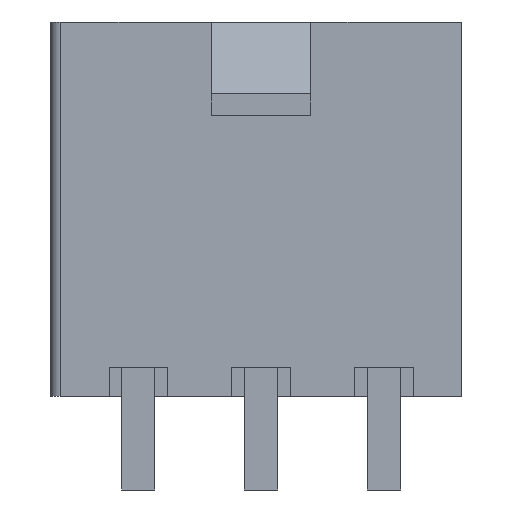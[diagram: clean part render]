
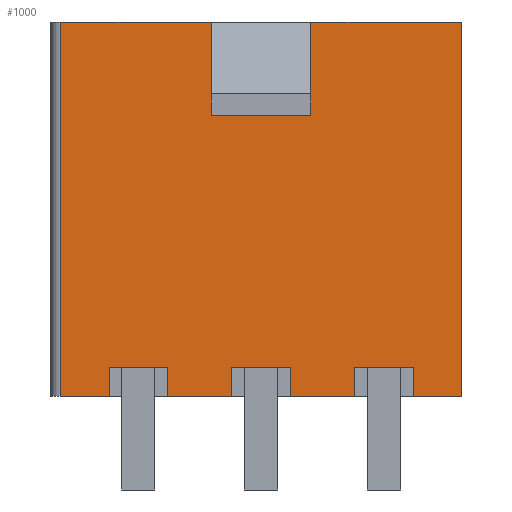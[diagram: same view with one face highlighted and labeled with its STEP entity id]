
A CAD part, front view. The second image highlights one B-rep face of the part: STEP entity #1000.
In plain terms, the highlighted planar face has unit normal (0, -1, 0).
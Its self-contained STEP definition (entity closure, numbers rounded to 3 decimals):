
#43 = VERTEX_POINT('',#44);
#44 = CARTESIAN_POINT('',(1.,-4.8,0.05));
#50 = EDGE_CURVE('',#43,#51,#53,.T.);
#51 = VERTEX_POINT('',#52);
#52 = CARTESIAN_POINT('',(3.2,-4.8,0.05));
#53 = LINE('',#54,#55);
#54 = CARTESIAN_POINT('',(1.,-4.8,0.05));
#55 = VECTOR('',#56,1.);
#56 = DIRECTION('',(1.,0.,0.));
#73 = VERTEX_POINT('',#74);
#74 = CARTESIAN_POINT('',(-3.2,-4.8,0.05));
#82 = EDGE_CURVE('',#73,#83,#85,.T.);
#83 = VERTEX_POINT('',#84);
#84 = CARTESIAN_POINT('',(-1.,-4.8,0.05));
#85 = LINE('',#86,#87);
#86 = CARTESIAN_POINT('',(-3.2,-4.8,0.05));
#87 = VECTOR('',#88,1.);
#88 = DIRECTION('',(1.,0.,0.));
#212 = VERTEX_POINT('',#213);
#213 = CARTESIAN_POINT('',(-6.85,-4.8,0.05));
#219 = EDGE_CURVE('',#212,#220,#222,.T.);
#220 = VERTEX_POINT('',#221);
#221 = CARTESIAN_POINT('',(-5.2,-4.8,0.05));
#222 = LINE('',#223,#224);
#223 = CARTESIAN_POINT('',(-6.85,-4.8,0.05));
#224 = VECTOR('',#225,1.);
#225 = DIRECTION('',(1.,0.,0.));
#276 = VERTEX_POINT('',#277);
#277 = CARTESIAN_POINT('',(5.2,-4.8,0.05));
#283 = EDGE_CURVE('',#276,#284,#286,.T.);
#284 = VERTEX_POINT('',#285);
#285 = CARTESIAN_POINT('',(6.85,-4.8,0.05));
#286 = LINE('',#287,#288);
#287 = CARTESIAN_POINT('',(5.2,-4.8,0.05));
#288 = VECTOR('',#289,1.);
#289 = DIRECTION('',(1.,0.,0.));
#568 = VERTEX_POINT('',#569);
#569 = CARTESIAN_POINT('',(-1.,-4.8,1.05));
#575 = EDGE_CURVE('',#568,#576,#578,.T.);
#576 = VERTEX_POINT('',#577);
#577 = CARTESIAN_POINT('',(1.,-4.8,1.05));
#578 = LINE('',#579,#580);
#579 = CARTESIAN_POINT('',(-1.,-4.8,1.05));
#580 = VECTOR('',#581,1.);
#581 = DIRECTION('',(1.,0.,0.));
#591 = VERTEX_POINT('',#592);
#592 = CARTESIAN_POINT('',(3.2,-4.8,1.05));
#598 = EDGE_CURVE('',#591,#599,#601,.T.);
#599 = VERTEX_POINT('',#600);
#600 = CARTESIAN_POINT('',(5.2,-4.8,1.05));
#601 = LINE('',#602,#603);
#602 = CARTESIAN_POINT('',(3.2,-4.8,1.05));
#603 = VECTOR('',#604,1.);
#604 = DIRECTION('',(1.,0.,0.));
#618 = VERTEX_POINT('',#619);
#619 = CARTESIAN_POINT('',(-5.2,-4.8,1.05));
#625 = EDGE_CURVE('',#618,#626,#628,.T.);
#626 = VERTEX_POINT('',#627);
#627 = CARTESIAN_POINT('',(-3.2,-4.8,1.05));
#628 = LINE('',#629,#630);
#629 = CARTESIAN_POINT('',(-5.2,-4.8,1.05));
#630 = VECTOR('',#631,1.);
#631 = DIRECTION('',(1.,0.,0.));
#989 = EDGE_CURVE('',#83,#568,#990,.T.);
#990 = LINE('',#991,#992);
#991 = CARTESIAN_POINT('',(-1.,-4.8,0.05));
#992 = VECTOR('',#993,1.);
#993 = DIRECTION('',(0.,0.,1.));
#1000 = ADVANCED_FACE('',(#1001),#1095,.T.);
#1001 = FACE_BOUND('',#1002,.F.);
#1002 = EDGE_LOOP('',(#1003,#1013,#1021,#1029,#1037,#1043,#1044,#1050,
    #1051,#1057,#1058,#1064,#1065,#1066,#1067,#1073,#1074,#1080,#1081,
    #1089));
#1003 = ORIENTED_EDGE('',*,*,#1004,.T.);
#1004 = EDGE_CURVE('',#1005,#1007,#1009,.T.);
#1005 = VERTEX_POINT('',#1006);
#1006 = CARTESIAN_POINT('',(-1.7,-4.8,12.85));
#1007 = VERTEX_POINT('',#1008);
#1008 = CARTESIAN_POINT('',(-1.7,-4.8,9.65));
#1009 = LINE('',#1010,#1011);
#1010 = CARTESIAN_POINT('',(-1.7,-4.8,12.85));
#1011 = VECTOR('',#1012,1.);
#1012 = DIRECTION('',(0.,0.,-1.));
#1013 = ORIENTED_EDGE('',*,*,#1014,.T.);
#1014 = EDGE_CURVE('',#1007,#1015,#1017,.T.);
#1015 = VERTEX_POINT('',#1016);
#1016 = CARTESIAN_POINT('',(1.7,-4.8,9.65));
#1017 = LINE('',#1018,#1019);
#1018 = CARTESIAN_POINT('',(-1.7,-4.8,9.65));
#1019 = VECTOR('',#1020,1.);
#1020 = DIRECTION('',(1.,0.,0.));
#1021 = ORIENTED_EDGE('',*,*,#1022,.F.);
#1022 = EDGE_CURVE('',#1023,#1015,#1025,.T.);
#1023 = VERTEX_POINT('',#1024);
#1024 = CARTESIAN_POINT('',(1.7,-4.8,12.85));
#1025 = LINE('',#1026,#1027);
#1026 = CARTESIAN_POINT('',(1.7,-4.8,12.85));
#1027 = VECTOR('',#1028,1.);
#1028 = DIRECTION('',(0.,0.,-1.));
#1029 = ORIENTED_EDGE('',*,*,#1030,.T.);
#1030 = EDGE_CURVE('',#1023,#1031,#1033,.T.);
#1031 = VERTEX_POINT('',#1032);
#1032 = CARTESIAN_POINT('',(6.85,-4.8,12.85));
#1033 = LINE('',#1034,#1035);
#1034 = CARTESIAN_POINT('',(1.7,-4.8,12.85));
#1035 = VECTOR('',#1036,1.);
#1036 = DIRECTION('',(1.,0.,0.));
#1037 = ORIENTED_EDGE('',*,*,#1038,.F.);
#1038 = EDGE_CURVE('',#284,#1031,#1039,.T.);
#1039 = LINE('',#1040,#1041);
#1040 = CARTESIAN_POINT('',(6.85,-4.8,0.05));
#1041 = VECTOR('',#1042,1.);
#1042 = DIRECTION('',(0.,0.,1.));
#1043 = ORIENTED_EDGE('',*,*,#283,.F.);
#1044 = ORIENTED_EDGE('',*,*,#1045,.T.);
#1045 = EDGE_CURVE('',#276,#599,#1046,.T.);
#1046 = LINE('',#1047,#1048);
#1047 = CARTESIAN_POINT('',(5.2,-4.8,0.05));
#1048 = VECTOR('',#1049,1.);
#1049 = DIRECTION('',(0.,0.,1.));
#1050 = ORIENTED_EDGE('',*,*,#598,.F.);
#1051 = ORIENTED_EDGE('',*,*,#1052,.F.);
#1052 = EDGE_CURVE('',#51,#591,#1053,.T.);
#1053 = LINE('',#1054,#1055);
#1054 = CARTESIAN_POINT('',(3.2,-4.8,0.05));
#1055 = VECTOR('',#1056,1.);
#1056 = DIRECTION('',(0.,0.,1.));
#1057 = ORIENTED_EDGE('',*,*,#50,.F.);
#1058 = ORIENTED_EDGE('',*,*,#1059,.T.);
#1059 = EDGE_CURVE('',#43,#576,#1060,.T.);
#1060 = LINE('',#1061,#1062);
#1061 = CARTESIAN_POINT('',(1.,-4.8,0.05));
#1062 = VECTOR('',#1063,1.);
#1063 = DIRECTION('',(0.,0.,1.));
#1064 = ORIENTED_EDGE('',*,*,#575,.F.);
#1065 = ORIENTED_EDGE('',*,*,#989,.F.);
#1066 = ORIENTED_EDGE('',*,*,#82,.F.);
#1067 = ORIENTED_EDGE('',*,*,#1068,.T.);
#1068 = EDGE_CURVE('',#73,#626,#1069,.T.);
#1069 = LINE('',#1070,#1071);
#1070 = CARTESIAN_POINT('',(-3.2,-4.8,0.05));
#1071 = VECTOR('',#1072,1.);
#1072 = DIRECTION('',(0.,0.,1.));
#1073 = ORIENTED_EDGE('',*,*,#625,.F.);
#1074 = ORIENTED_EDGE('',*,*,#1075,.F.);
#1075 = EDGE_CURVE('',#220,#618,#1076,.T.);
#1076 = LINE('',#1077,#1078);
#1077 = CARTESIAN_POINT('',(-5.2,-4.8,0.05));
#1078 = VECTOR('',#1079,1.);
#1079 = DIRECTION('',(0.,0.,1.));
#1080 = ORIENTED_EDGE('',*,*,#219,.F.);
#1081 = ORIENTED_EDGE('',*,*,#1082,.T.);
#1082 = EDGE_CURVE('',#212,#1083,#1085,.T.);
#1083 = VERTEX_POINT('',#1084);
#1084 = CARTESIAN_POINT('',(-6.85,-4.8,12.85));
#1085 = LINE('',#1086,#1087);
#1086 = CARTESIAN_POINT('',(-6.85,-4.8,0.05));
#1087 = VECTOR('',#1088,1.);
#1088 = DIRECTION('',(0.,0.,1.));
#1089 = ORIENTED_EDGE('',*,*,#1090,.T.);
#1090 = EDGE_CURVE('',#1083,#1005,#1091,.T.);
#1091 = LINE('',#1092,#1093);
#1092 = CARTESIAN_POINT('',(-6.85,-4.8,12.85));
#1093 = VECTOR('',#1094,1.);
#1094 = DIRECTION('',(1.,0.,0.));
#1095 = PLANE('',#1096);
#1096 = AXIS2_PLACEMENT_3D('',#1097,#1098,#1099);
#1097 = CARTESIAN_POINT('',(-6.85,-4.8,0.05));
#1098 = DIRECTION('',(0.,-1.,0.));
#1099 = DIRECTION('',(1.,0.,0.));
